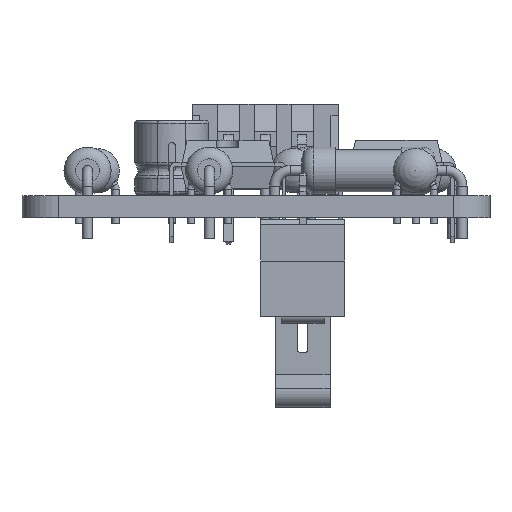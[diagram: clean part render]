
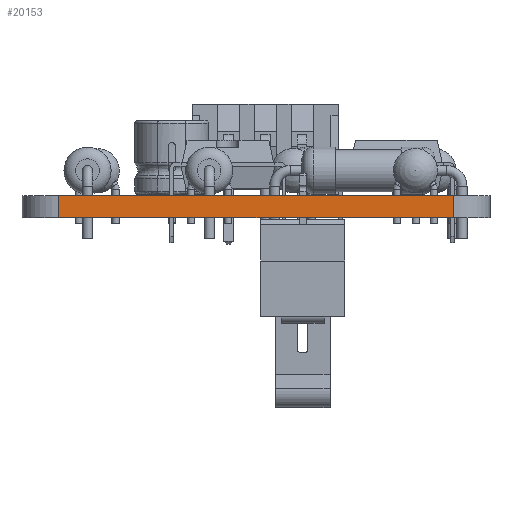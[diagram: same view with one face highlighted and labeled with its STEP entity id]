
A CAD part, left-side view. The second image highlights one B-rep face of the part: STEP entity #20153.
In plain terms, the highlighted planar face has unit normal (-1, 0, 0).
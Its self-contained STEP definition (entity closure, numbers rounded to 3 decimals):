
#18878 = VERTEX_POINT('',#18879);
#18879 = CARTESIAN_POINT('',(194.31,-86.32,0.));
#18886 = EDGE_CURVE('',#18887,#18878,#18889,.T.);
#18887 = VERTEX_POINT('',#18888);
#18888 = CARTESIAN_POINT('',(194.31,-113.07,0.));
#18889 = LINE('',#18890,#18891);
#18890 = CARTESIAN_POINT('',(194.31,-113.07,0.));
#18891 = VECTOR('',#18892,1.);
#18892 = DIRECTION('',(0.,1.,0.));
#19502 = VERTEX_POINT('',#19503);
#19503 = CARTESIAN_POINT('',(194.31,-86.32,1.51));
#19510 = EDGE_CURVE('',#19511,#19502,#19513,.T.);
#19511 = VERTEX_POINT('',#19512);
#19512 = CARTESIAN_POINT('',(194.31,-113.07,1.51));
#19513 = LINE('',#19514,#19515);
#19514 = CARTESIAN_POINT('',(194.31,-113.07,1.51));
#19515 = VECTOR('',#19516,1.);
#19516 = DIRECTION('',(0.,1.,0.));
#20123 = EDGE_CURVE('',#18878,#19502,#20124,.T.);
#20124 = LINE('',#20125,#20126);
#20125 = CARTESIAN_POINT('',(194.31,-86.32,0.));
#20126 = VECTOR('',#20127,1.);
#20127 = DIRECTION('',(0.,0.,1.));
#20153 = ADVANCED_FACE('',(#20154),#20165,.T.);
#20154 = FACE_BOUND('',#20155,.T.);
#20155 = EDGE_LOOP('',(#20156,#20162,#20163,#20164));
#20156 = ORIENTED_EDGE('',*,*,#20157,.T.);
#20157 = EDGE_CURVE('',#18887,#19511,#20158,.T.);
#20158 = LINE('',#20159,#20160);
#20159 = CARTESIAN_POINT('',(194.31,-113.07,0.));
#20160 = VECTOR('',#20161,1.);
#20161 = DIRECTION('',(0.,0.,1.));
#20162 = ORIENTED_EDGE('',*,*,#19510,.T.);
#20163 = ORIENTED_EDGE('',*,*,#20123,.F.);
#20164 = ORIENTED_EDGE('',*,*,#18886,.F.);
#20165 = PLANE('',#20166);
#20166 = AXIS2_PLACEMENT_3D('',#20167,#20168,#20169);
#20167 = CARTESIAN_POINT('',(194.31,-113.07,0.));
#20168 = DIRECTION('',(-1.,0.,0.));
#20169 = DIRECTION('',(0.,1.,0.));
